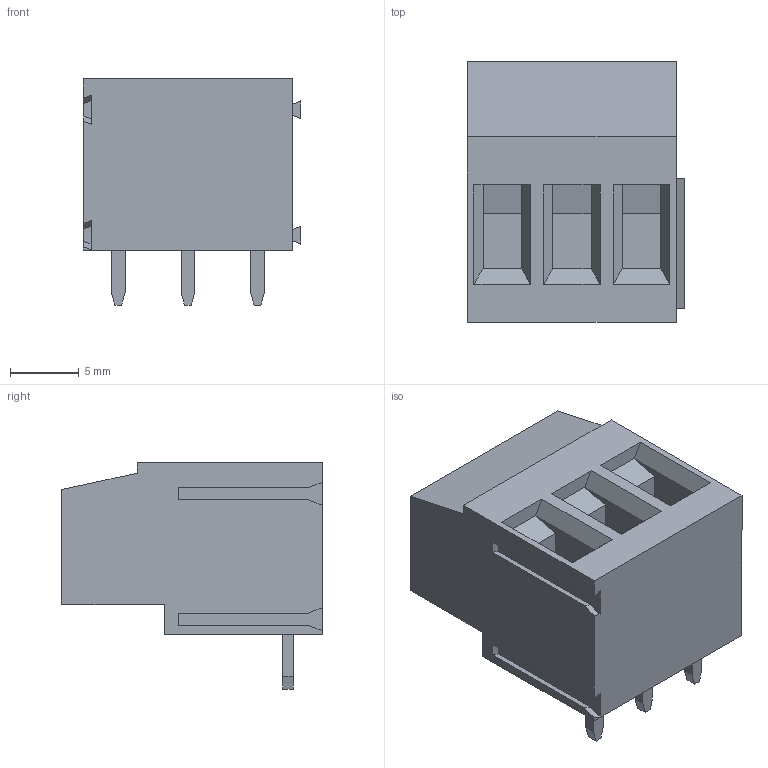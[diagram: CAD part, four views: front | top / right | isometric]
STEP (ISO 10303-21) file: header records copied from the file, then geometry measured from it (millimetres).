
FILE_DESCRIPTION(('STEP AP214'),'1');
FILE_NAME('MVSP253-5,08-H.stp','2019-10-11T08:02:08',(' '),(' '),'Spatial InterOp 3D',' ',' ');
FILE_SCHEMA(('automotive_design'));
Length unit declared in the file: metre
Products named in the file (1): 1
Bounding box: 15.84 x 19 x 16.5 mm (x, y, z)
Volume: 2744.3 mm3; surface area: 2236.8 mm2
Topology: 1 solids, 1 shells, 170 faces, 450 edges, 299 vertices
Faces by surface type: plane 150, cylinder 16, cone 3, extrusion 1
Full cylindrical faces by diameter (mm): 2.6 x3, 3.8 x3, 4 x3
Entity records: 6465 total; most frequent: CARTESIAN_POINT 914, ORIENTED_EDGE 864, DIRECTION 812, EDGE_CURVE 432, VECTOR 390, LINE 389, VERTEX_POINT 293, AXIS2_PLACEMENT_3D 211
